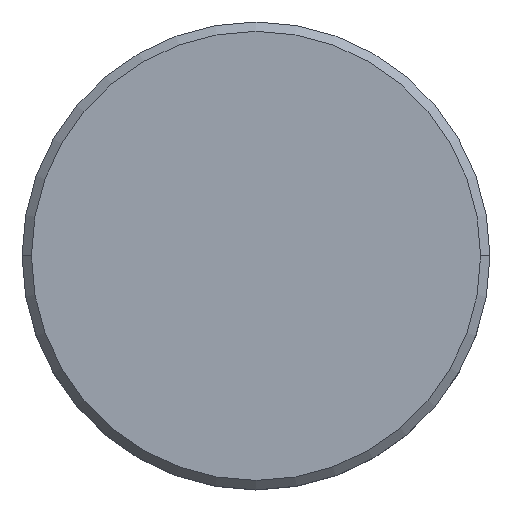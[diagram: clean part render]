
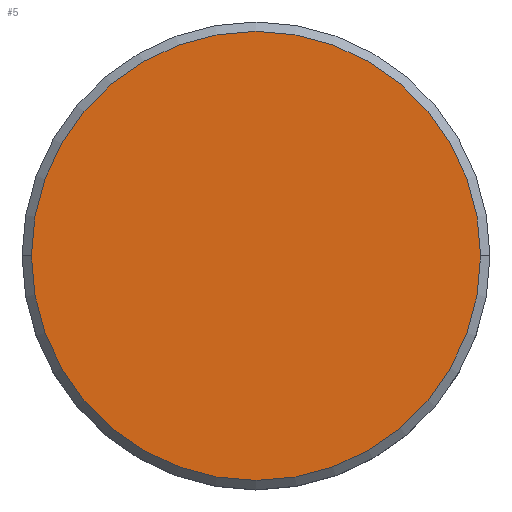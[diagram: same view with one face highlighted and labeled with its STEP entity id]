
A CAD part, top view. The second image highlights one B-rep face of the part: STEP entity #5.
In plain terms, the highlighted planar face has unit normal (0, 0, 1).
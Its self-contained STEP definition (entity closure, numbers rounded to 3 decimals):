
#5 = ADVANCED_FACE ( 'NONE', ( #1113 ), #254, .T. ) ;
#67 = DIRECTION ( 'NONE',  ( 0., 0., 1. ) ) ;
#79 = CARTESIAN_POINT ( 'NONE',  ( 0., 0., 0. ) ) ;
#210 = CARTESIAN_POINT ( 'NONE',  ( -12., 0., 0. ) ) ;
#232 = EDGE_LOOP ( 'NONE', ( #460, #245 ) ) ;
#245 = ORIENTED_EDGE ( 'NONE', *, *, #788, .T. ) ;
#251 = DIRECTION ( 'NONE',  ( 0., 0., 1. ) ) ;
#254 = PLANE ( 'NONE',  #397 ) ;
#371 = DIRECTION ( 'NONE',  ( 1., 0., 0. ) ) ;
#397 = AXIS2_PLACEMENT_3D ( 'NONE', #639, #745, #371 ) ;
#460 = ORIENTED_EDGE ( 'NONE', *, *, #698, .T. ) ;
#639 = CARTESIAN_POINT ( 'NONE',  ( 0., 0., 0. ) ) ;
#682 = CIRCLE ( 'NONE', #987, 12. ) ;
#695 = DIRECTION ( 'NONE',  ( 1., 0., 0. ) ) ;
#698 = EDGE_CURVE ( 'NONE', #970, #784, #762, .T. ) ;
#745 = DIRECTION ( 'NONE',  ( 0., 0., 1. ) ) ;
#762 = CIRCLE ( 'NONE', #909, 12. ) ;
#784 = VERTEX_POINT ( 'NONE', #804 ) ;
#788 = EDGE_CURVE ( 'NONE', #784, #970, #682, .T. ) ;
#804 = CARTESIAN_POINT ( 'NONE',  ( 12., 0., 0. ) ) ;
#909 = AXIS2_PLACEMENT_3D ( 'NONE', #964, #251, #695 ) ;
#964 = CARTESIAN_POINT ( 'NONE',  ( 0., 0., 0. ) ) ;
#970 = VERTEX_POINT ( 'NONE', #210 ) ;
#972 = DIRECTION ( 'NONE',  ( 1., 0., 0. ) ) ;
#987 = AXIS2_PLACEMENT_3D ( 'NONE', #79, #67, #972 ) ;
#1113 = FACE_OUTER_BOUND ( 'NONE', #232, .T. ) ;
